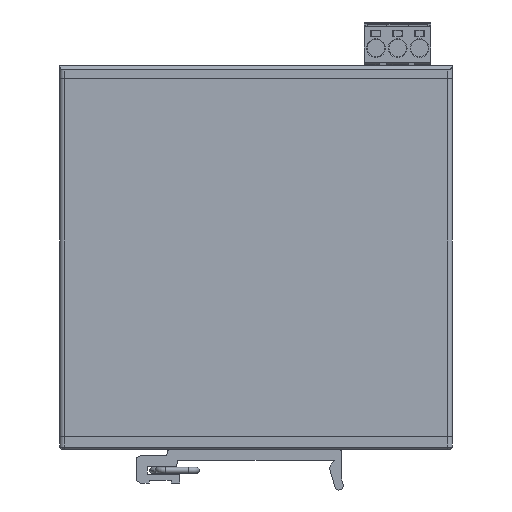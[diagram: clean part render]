
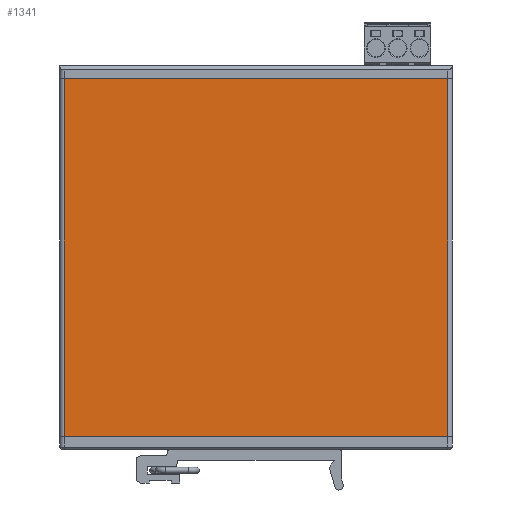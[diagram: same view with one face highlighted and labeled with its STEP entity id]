
A CAD part, left-side view. The second image highlights one B-rep face of the part: STEP entity #1341.
In plain terms, the highlighted planar face has unit normal (-1, 0, 0).
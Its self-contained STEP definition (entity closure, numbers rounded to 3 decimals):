
#1=DIRECTION('',(0.,0.,-1.));
#2=VECTOR('',#1,82.);
#3=CARTESIAN_POINT('',(-18.,44.,82.));
#4=LINE('',#3,#2);
#5=DIRECTION('',(0.,0.,-1.));
#6=VECTOR('',#5,82.);
#7=CARTESIAN_POINT('',(-18.,-44.,82.));
#8=LINE('',#7,#6);
#23=DIRECTION('',(0.,-1.,0.));
#24=VECTOR('',#23,88.);
#25=CARTESIAN_POINT('',(-18.,44.,0.));
#26=LINE('',#25,#24);
#261=DIRECTION('',(0.,-1.,0.));
#262=VECTOR('',#261,88.);
#263=CARTESIAN_POINT('',(-18.,44.,82.));
#264=LINE('',#263,#262);
#1045=CARTESIAN_POINT('',(-18.,44.,0.));
#1047=VERTEX_POINT('',#1045);
#1051=CARTESIAN_POINT('',(-18.,44.,82.));
#1052=VERTEX_POINT('',#1051);
#1054=CARTESIAN_POINT('',(-18.,-44.,0.));
#1056=VERTEX_POINT('',#1054);
#1057=CARTESIAN_POINT('',(-18.,-44.,82.));
#1058=VERTEX_POINT('',#1057);
#1326=CARTESIAN_POINT('',(-18.,45.,0.));
#1327=DIRECTION('',(-1.,0.,0.));
#1328=DIRECTION('',(0.,-1.,0.));
#1329=AXIS2_PLACEMENT_3D('',#1326,#1327,#1328);
#1330=PLANE('',#1329);
#1332=ORIENTED_EDGE('',*,*,#1331,.F.);
#1334=ORIENTED_EDGE('',*,*,#1333,.T.);
#1336=ORIENTED_EDGE('',*,*,#1335,.T.);
#1338=ORIENTED_EDGE('',*,*,#1337,.F.);
#1339=EDGE_LOOP('',(#1332,#1334,#1336,#1338));
#1340=FACE_OUTER_BOUND('',#1339,.F.);
#1341=ADVANCED_FACE('',(#1340),#1330,.T.);
#1331=EDGE_CURVE('',#1052,#1047,#4,.T.);
#1333=EDGE_CURVE('',#1052,#1058,#264,.T.);
#1335=EDGE_CURVE('',#1058,#1056,#8,.T.);
#1337=EDGE_CURVE('',#1047,#1056,#26,.T.);
